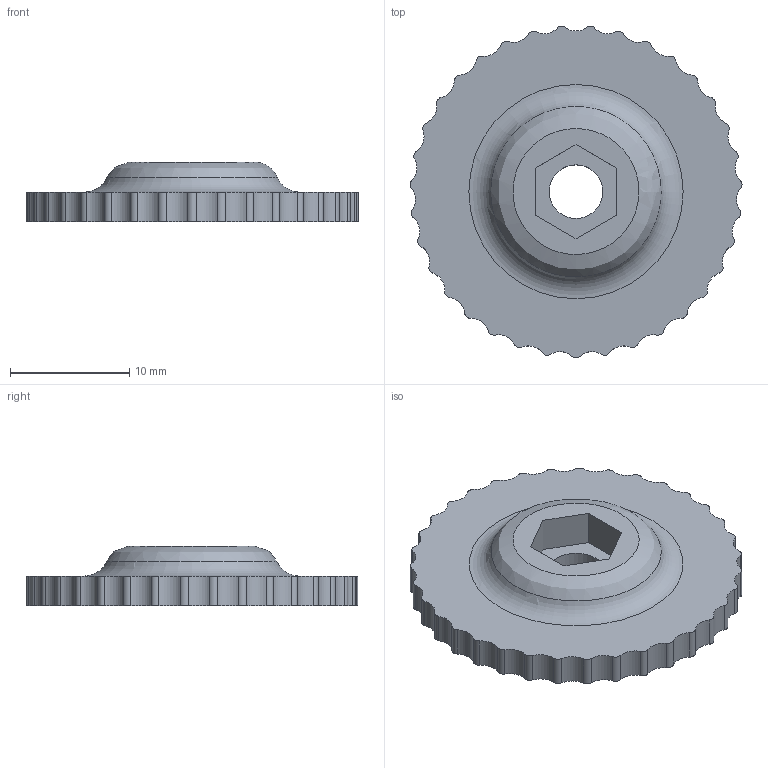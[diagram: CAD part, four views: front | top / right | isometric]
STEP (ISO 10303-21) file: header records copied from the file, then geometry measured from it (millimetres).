
FILE_DESCRIPTION((''),'2;1');
FILE_NAME('THUMB SCREW.stp','2014-06-10T14:07:11',('jge'),(''),'Autodesk Inventor 2012','Autodesk Inventor 2012','');
FILE_SCHEMA(('AUTOMOTIVE_DESIGN { 1 0 10303 214 1 1 1 1 }'));
Length unit declared in the file: millimetre
Products named in the file (1): THUMB SCREW
Bounding box: 27.89 x 27.86 x 5 mm (x, y, z)
Volume: 1710.6 mm3; surface area: 1526.4 mm2
Topology: 1 solids, 1 shells, 83 faces, 237 edges, 158 vertices
Faces by surface type: cylinder 71, plane 10, bspline 1, torus 1
Full cylindrical faces by diameter (mm): 4.5 x1
Entity records: 2901 total; most frequent: CARTESIAN_POINT 577, DIRECTION 542, ORIENTED_EDGE 468, EDGE_CURVE 234, AXIS2_PLACEMENT_3D 227, VERTEX_POINT 157, CIRCLE 144, EDGE_LOOP 89
